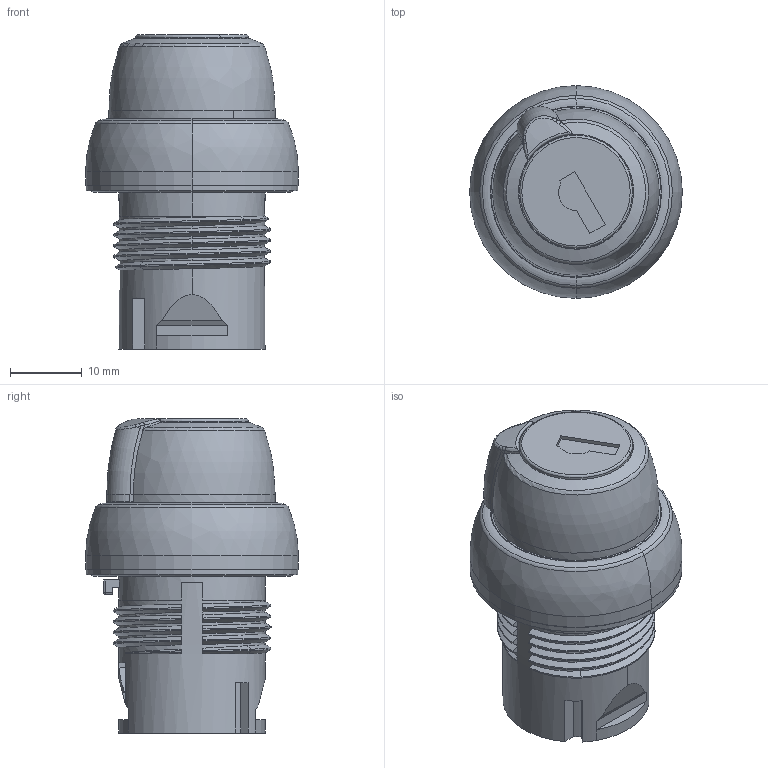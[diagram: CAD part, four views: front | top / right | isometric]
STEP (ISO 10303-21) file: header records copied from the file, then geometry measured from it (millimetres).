
FILE_DESCRIPTION((''),'2;1');
FILE_NAME('800F_K_2','2009-03-09T',('abschul1'),('Rockwell Automation'),'PRO/ENGINEER BY PARAMETRIC TECHNOLOGY CORPORATION, 2004320','PRO/ENGINEER BY PARAMETRIC TECHNOLOGY CORPORATION, 2004320','');
FILE_SCHEMA(('CONFIG_CONTROL_DESIGN'));
Length unit declared in the file: millimetre
Products named in the file (1): 800F_K_2
Bounding box: 29.6 x 29.6 x 43.7 mm (x, y, z)
Volume: 11098.9 mm3; surface area: 7491.8 mm2
Topology: 1 solids, 2 shells, 194 faces, 498 edges, 318 vertices
Faces by surface type: plane 83, bspline 54, cylinder 36, torus 11, cone 8, sphere 2
Entity records: 16964 total; most frequent: CARTESIAN_POINT 12565, ORIENTED_EDGE 996, DIRECTION 771, EDGE_CURVE 498, VERTEX_POINT 318, AXIS2_PLACEMENT_3D 281, VECTOR 209, LINE 209
